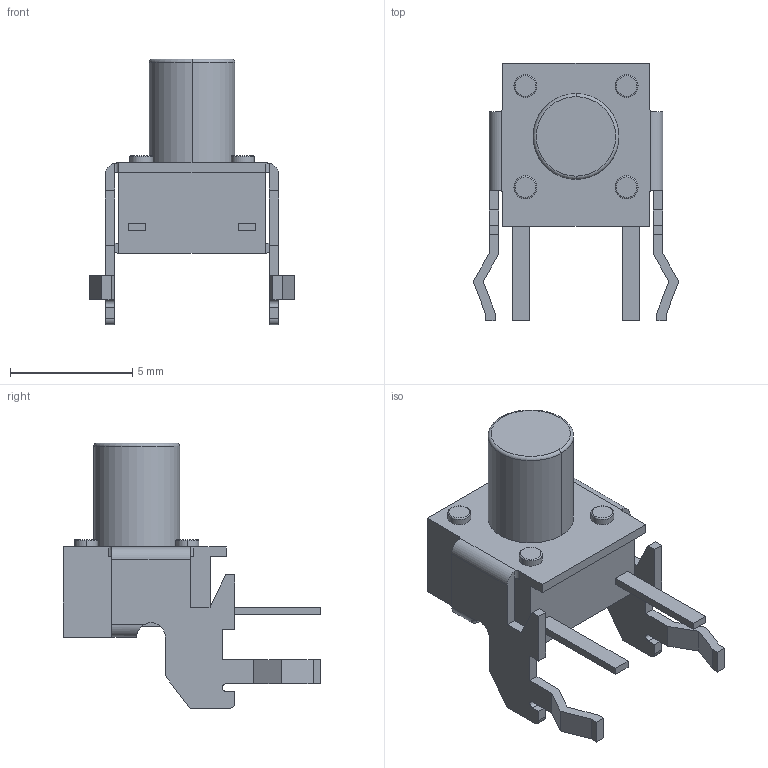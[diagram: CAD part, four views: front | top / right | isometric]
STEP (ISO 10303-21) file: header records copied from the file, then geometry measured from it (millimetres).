
FILE_DESCRIPTION((''),'2;1');
FILE_NAME('C-1-1825027-7','2017-01-07T',('workeradm'),('Tyco Electronics Ltd.'),'CREO PARAMETRIC BY PTC INC, 2016050','CREO PARAMETRIC BY PTC INC, 2016050','');
FILE_SCHEMA(('AUTOMOTIVE_DESIGN { 1 0 10303 214 1 1 1 1 }'));
Length unit declared in the file: millimetre
Products named in the file (1): C-1-1825027-7
Bounding box: 8.41 x 10.52 x 10.86 mm (x, y, z)
Volume: 192.6 mm3; surface area: 366.1 mm2
Topology: 1 solids, 1 shells, 117 faces, 318 edges, 206 vertices
Faces by surface type: plane 83, cylinder 24, torus 10
Entity records: 3858 total; most frequent: CARTESIAN_POINT 673, ORIENTED_EDGE 636, DIRECTION 614, EDGE_CURVE 318, VECTOR 244, LINE 244, VERTEX_POINT 206, AXIS2_PLACEMENT_3D 185
